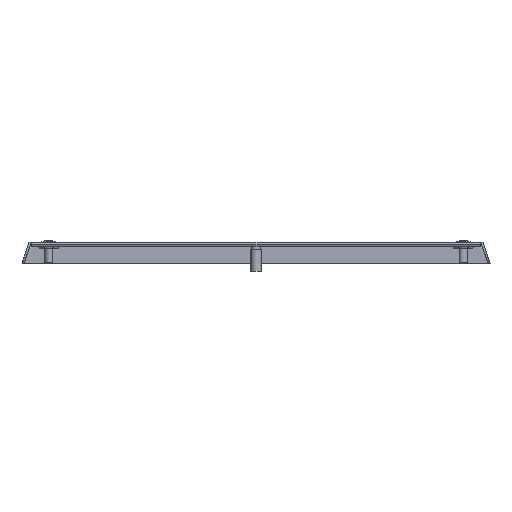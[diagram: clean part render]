
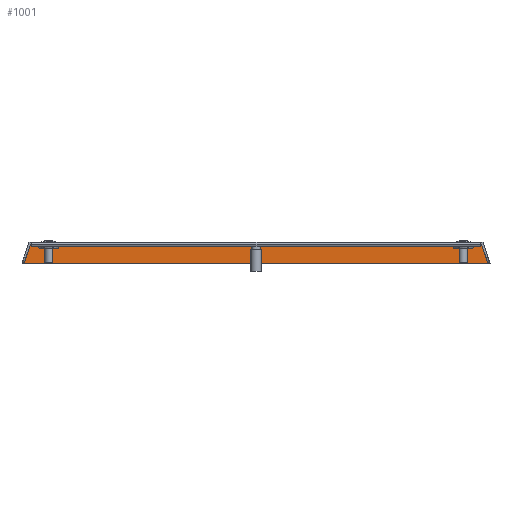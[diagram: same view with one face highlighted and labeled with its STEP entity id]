
A CAD part, front view. The second image highlights one B-rep face of the part: STEP entity #1001.
In plain terms, the highlighted planar face has unit normal (0, -1, 0).
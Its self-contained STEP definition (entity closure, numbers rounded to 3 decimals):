
#347 = DIRECTION ( 'NONE',  ( -1., 0., 0. ) ) ;
#383 = LINE ( 'NONE', #2994, #916 ) ;
#759 = PLANE ( 'NONE',  #3950 ) ;
#898 = VECTOR ( 'NONE', #347, 1000. ) ;
#916 = VECTOR ( 'NONE', #1854, 1000. ) ;
#977 = ORIENTED_EDGE ( 'NONE', *, *, #5020, .F. ) ;
#1001 = ADVANCED_FACE ( 'NONE', ( #3425 ), #759, .F. ) ;
#1023 = LINE ( 'NONE', #5304, #1593 ) ;
#1058 = EDGE_LOOP ( 'NONE', ( #977, #6328, #5500, #1747 ) ) ;
#1230 = CARTESIAN_POINT ( 'NONE',  ( -173.363, 1000.4, -16. ) ) ;
#1393 = VERTEX_POINT ( 'NONE', #4096 ) ;
#1593 = VECTOR ( 'NONE', #3713, 1000. ) ;
#1613 = CARTESIAN_POINT ( 'NONE',  ( -168.651, 1000.4, -1.5 ) ) ;
#1709 = VECTOR ( 'NONE', #6313, 1000. ) ;
#1747 = ORIENTED_EDGE ( 'NONE', *, *, #6571, .F. ) ;
#1853 = VERTEX_POINT ( 'NONE', #1230 ) ;
#1854 = DIRECTION ( 'NONE',  ( 0.309, 0., -0.951 ) ) ;
#2304 = VERTEX_POINT ( 'NONE', #5232 ) ;
#2597 = LINE ( 'NONE', #2657, #1709 ) ;
#2657 = CARTESIAN_POINT ( 'NONE',  ( -173.513, 1000.4, -16.464 ) ) ;
#2894 = CARTESIAN_POINT ( 'NONE',  ( -174.94, 1000.4, -16. ) ) ;
#2994 = CARTESIAN_POINT ( 'NONE',  ( 140.103, 1000.4, 86.364 ) ) ;
#3425 = FACE_OUTER_BOUND ( 'NONE', #1058, .T. ) ;
#3713 = DIRECTION ( 'NONE',  ( -1., 0., 0. ) ) ;
#3950 = AXIS2_PLACEMENT_3D ( 'NONE', #2894, #5946, #4993 ) ;
#4000 = CARTESIAN_POINT ( 'NONE',  ( 0., 1000.4, -1.5 ) ) ;
#4096 = CARTESIAN_POINT ( 'NONE',  ( 173.363, 1000.4, -16. ) ) ;
#4314 = EDGE_CURVE ( 'NONE', #2304, #1393, #383, .T. ) ;
#4993 = DIRECTION ( 'NONE',  ( 0., 0., 1. ) ) ;
#5020 = EDGE_CURVE ( 'NONE', #1393, #1853, #1023, .T. ) ;
#5232 = CARTESIAN_POINT ( 'NONE',  ( 168.651, 1000.4, -1.5 ) ) ;
#5272 = EDGE_CURVE ( 'NONE', #2304, #5636, #6640, .T. ) ;
#5304 = CARTESIAN_POINT ( 'NONE',  ( 0., 1000.4, -16. ) ) ;
#5500 = ORIENTED_EDGE ( 'NONE', *, *, #5272, .T. ) ;
#5636 = VERTEX_POINT ( 'NONE', #1613 ) ;
#5946 = DIRECTION ( 'NONE',  ( 0., 1., 0. ) ) ;
#6313 = DIRECTION ( 'NONE',  ( 0.309, 0., 0.951 ) ) ;
#6328 = ORIENTED_EDGE ( 'NONE', *, *, #4314, .F. ) ;
#6571 = EDGE_CURVE ( 'NONE', #1853, #5636, #2597, .T. ) ;
#6640 = LINE ( 'NONE', #4000, #898 ) ;
